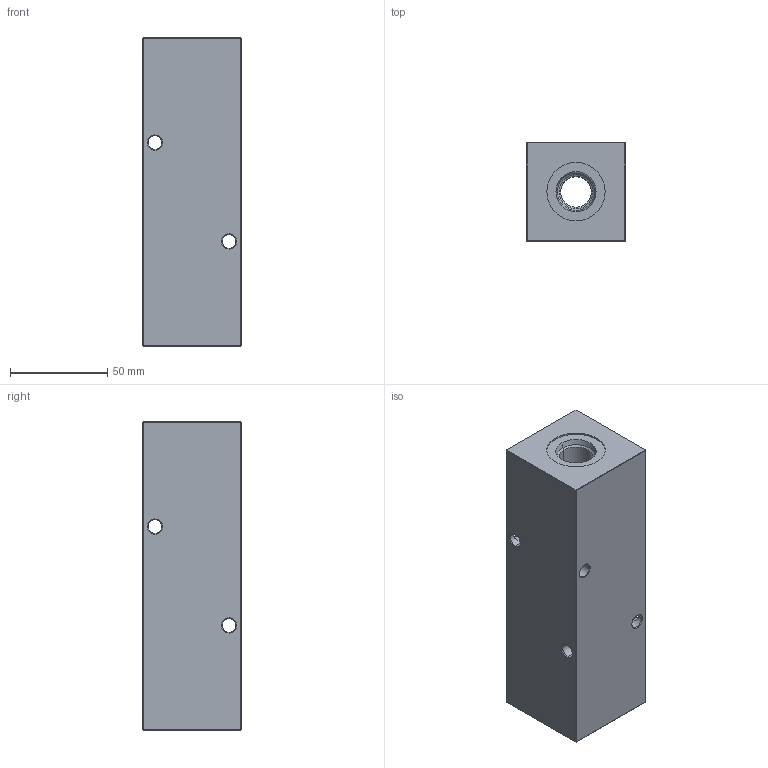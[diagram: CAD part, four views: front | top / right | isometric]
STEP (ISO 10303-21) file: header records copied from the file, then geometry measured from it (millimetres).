
FILE_DESCRIPTION (( 'STEP AP203' ), '1' );
FILE_NAME ('HM-3-0-S-8-4.STEP', '2020-09-30T20:24:04', ( '' ), ( '' ), 'SwSTEP 2.0', 'SolidWorks 2019', '' );
FILE_SCHEMA (( 'CONFIG_CONTROL_DESIGN' ));
Length unit declared in the file: inch
Products named in the file (1): HM-3-0-S-8-4
Bounding box: 50.8 x 50.8 x 158.75 mm (x, y, z)
Volume: 363028.5 mm3; surface area: 50111.7 mm2
Topology: 1 solids, 1 shells, 521 faces, 1343 edges, 866 vertices
Faces by surface type: plane 232, bspline 199, cone 46, cylinder 44
Entity records: 25376 total; most frequent: CARTESIAN_POINT 13936, ORIENTED_EDGE 2686, DIRECTION 1681, EDGE_CURVE 1343, VERTEX_POINT 866, LINE 811, VECTOR 811, EDGE_LOOP 583
